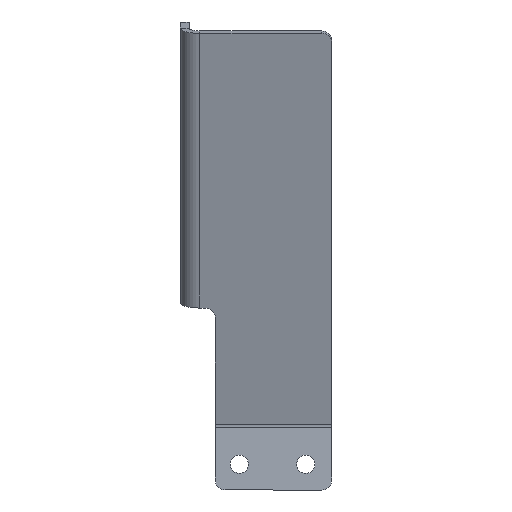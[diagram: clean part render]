
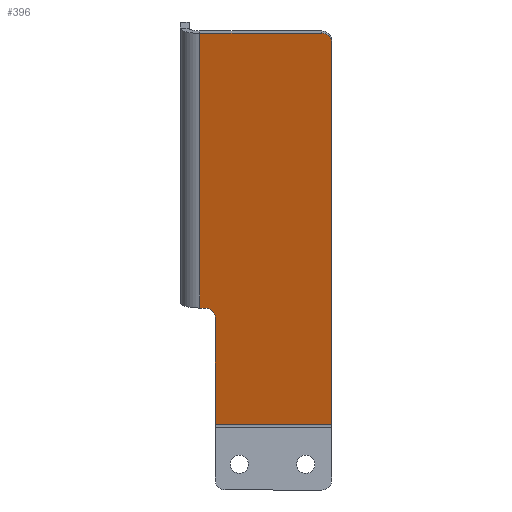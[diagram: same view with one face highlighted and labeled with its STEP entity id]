
A CAD part, left-side view. The second image highlights one B-rep face of the part: STEP entity #396.
In plain terms, the highlighted planar face has unit normal (-0.963, 0, -0.271).
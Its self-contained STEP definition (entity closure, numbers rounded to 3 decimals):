
#36 = EDGE_CURVE ( 'NONE', #818, #1705, #2024, .T. ) ;
#49 = CARTESIAN_POINT ( 'NONE',  ( -57.443, 52.7, 145.105 ) ) ;
#74 = DIRECTION ( 'NONE',  ( 0., -1., 0. ) ) ;
#102 = VERTEX_POINT ( 'NONE', #1111 ) ;
#179 = VERTEX_POINT ( 'NONE', #1521 ) ;
#193 = AXIS2_PLACEMENT_3D ( 'NONE', #822, #1690, #2149 ) ;
#195 = FACE_OUTER_BOUND ( 'NONE', #1831, .T. ) ;
#229 = DIRECTION ( 'NONE',  ( 0.271, 0., -0.963 ) ) ;
#244 = CARTESIAN_POINT ( 'NONE',  ( -58.255, 89.368, 147.993 ) ) ;
#278 = EDGE_CURVE ( 'NONE', #2005, #102, #1397, .T. ) ;
#322 = ORIENTED_EDGE ( 'NONE', *, *, #2601, .T. ) ;
#326 = VECTOR ( 'NONE', #2748, 1000. ) ;
#365 = PLANE ( 'NONE',  #193 ) ;
#393 = CARTESIAN_POINT ( 'NONE',  ( -15.44, 89.368, -4.34 ) ) ;
#396 = ADVANCED_FACE ( 'NONE', ( #195 ), #365, .F. ) ;
#405 = CARTESIAN_POINT ( 'NONE',  ( -25.176, 84.7, 30.302 ) ) ;
#448 = EDGE_CURVE ( 'NONE', #2005, #1279, #2349, .T. ) ;
#472 = CARTESIAN_POINT ( 'NONE',  ( -25.058, 84.7, 29.881 ) ) ;
#474 = CIRCLE ( 'NONE', #2570, 3. ) ;
#583 = VECTOR ( 'NONE', #74, 1000. ) ;
#660 = CARTESIAN_POINT ( 'NONE',  ( -34.216, 87.7, 62.465 ) ) ;
#670 = ORIENTED_EDGE ( 'NONE', *, *, #2722, .T. ) ;
#816 = CARTESIAN_POINT ( 'NONE',  ( -58.255, 92.543, 147.993 ) ) ;
#818 = VERTEX_POINT ( 'NONE', #405 ) ;
#822 = CARTESIAN_POINT ( 'NONE',  ( -15.44, 0., -4.34 ) ) ;
#829 = CARTESIAN_POINT ( 'NONE',  ( -25.176, 49.7, 30.302 ) ) ;
#932 = ORIENTED_EDGE ( 'NONE', *, *, #1584, .T. ) ;
#1024 = LINE ( 'NONE', #2294, #1807 ) ;
#1111 = CARTESIAN_POINT ( 'NONE',  ( -35.028, 87.7, 65.353 ) ) ;
#1183 = CARTESIAN_POINT ( 'NONE',  ( -58.255, 52.7, 147.993 ) ) ;
#1208 = VERTEX_POINT ( 'NONE', #829 ) ;
#1279 = VERTEX_POINT ( 'NONE', #244 ) ;
#1383 = VECTOR ( 'NONE', #2344, 1000. ) ;
#1387 = LINE ( 'NONE', #1611, #2632 ) ;
#1397 = LINE ( 'NONE', #2023, #583 ) ;
#1455 = VERTEX_POINT ( 'NONE', #1183 ) ;
#1458 = EDGE_CURVE ( 'NONE', #1208, #818, #1387, .T. ) ;
#1521 = CARTESIAN_POINT ( 'NONE',  ( -57.443, 49.7, 145.105 ) ) ;
#1525 = DIRECTION ( 'NONE',  ( 0.963, 0., 0.271 ) ) ;
#1576 = CARTESIAN_POINT ( 'NONE',  ( -34.216, 84.7, 62.465 ) ) ;
#1584 = EDGE_CURVE ( 'NONE', #1208, #179, #1024, .T. ) ;
#1597 = DIRECTION ( 'NONE',  ( 0., 1., 0. ) ) ;
#1611 = CARTESIAN_POINT ( 'NONE',  ( -25.176, 49.7, 30.302 ) ) ;
#1660 = VECTOR ( 'NONE', #1766, 1000. ) ;
#1690 = DIRECTION ( 'NONE',  ( 0.963, 0., 0.271 ) ) ;
#1705 = VERTEX_POINT ( 'NONE', #1576 ) ;
#1766 = DIRECTION ( 'NONE',  ( -0.271, 0., 0.963 ) ) ;
#1782 = DIRECTION ( 'NONE',  ( -0.963, 0., -0.271 ) ) ;
#1807 = VECTOR ( 'NONE', #2497, 1000. ) ;
#1831 = EDGE_LOOP ( 'NONE', ( #932, #670, #1893, #2805, #2499, #322, #2127, #2550 ) ) ;
#1893 = ORIENTED_EDGE ( 'NONE', *, *, #2421, .T. ) ;
#2005 = VERTEX_POINT ( 'NONE', #2347 ) ;
#2023 = CARTESIAN_POINT ( 'NONE',  ( -35.028, 49.7, 65.353 ) ) ;
#2024 = LINE ( 'NONE', #472, #1660 ) ;
#2066 = CIRCLE ( 'NONE', #2430, 3. ) ;
#2127 = ORIENTED_EDGE ( 'NONE', *, *, #36, .F. ) ;
#2149 = DIRECTION ( 'NONE',  ( 0.271, 0., -0.963 ) ) ;
#2294 = CARTESIAN_POINT ( 'NONE',  ( -58.255, 49.7, 147.993 ) ) ;
#2344 = DIRECTION ( 'NONE',  ( 0., 1., 0. ) ) ;
#2347 = CARTESIAN_POINT ( 'NONE',  ( -35.028, 89.368, 65.353 ) ) ;
#2349 = LINE ( 'NONE', #393, #326 ) ;
#2359 = LINE ( 'NONE', #816, #1383 ) ;
#2421 = EDGE_CURVE ( 'NONE', #1455, #1279, #2359, .T. ) ;
#2430 = AXIS2_PLACEMENT_3D ( 'NONE', #660, #1525, #229 ) ;
#2497 = DIRECTION ( 'NONE',  ( -0.271, 0., 0.963 ) ) ;
#2499 = ORIENTED_EDGE ( 'NONE', *, *, #278, .T. ) ;
#2550 = ORIENTED_EDGE ( 'NONE', *, *, #1458, .F. ) ;
#2570 = AXIS2_PLACEMENT_3D ( 'NONE', #49, #1782, #2655 ) ;
#2601 = EDGE_CURVE ( 'NONE', #102, #1705, #2066, .T. ) ;
#2632 = VECTOR ( 'NONE', #1597, 1000. ) ;
#2655 = DIRECTION ( 'NONE',  ( 0.271, 0., -0.963 ) ) ;
#2722 = EDGE_CURVE ( 'NONE', #179, #1455, #474, .T. ) ;
#2748 = DIRECTION ( 'NONE',  ( -0.271, 0., 0.963 ) ) ;
#2805 = ORIENTED_EDGE ( 'NONE', *, *, #448, .F. ) ;
